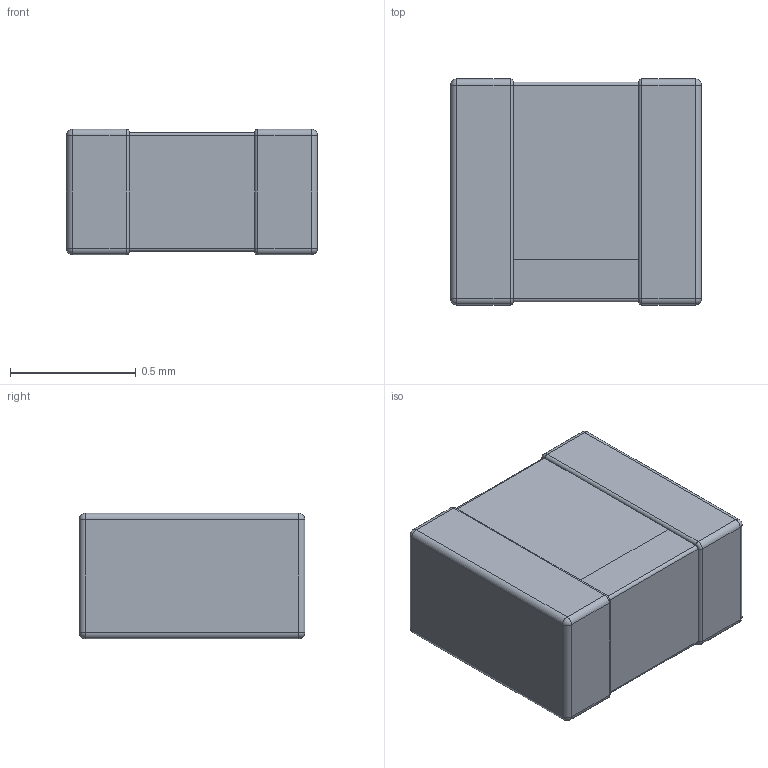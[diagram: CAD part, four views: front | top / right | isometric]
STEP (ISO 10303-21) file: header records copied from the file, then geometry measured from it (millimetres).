
FILE_DESCRIPTION (( 'STEP AP214' ), '1' );
FILE_NAME ('CL05A106MP8NUB8.STEP', '2025-08-17T20:00:20', ( '' ), ( '' ), 'SwSTEP 2.0', 'SolidWorks 2021', '' );
FILE_SCHEMA (( 'AUTOMOTIVE_DESIGN' ));
Length unit declared in the file: millimetre
Products named in the file (1): CL05A106MP8NUB8
Bounding box: 1 x 0.9 x 0.5 mm (x, y, z)
Volume: 0.4 mm3; surface area: 5.7 mm2
Topology: 4 solids, 4 shells, 68 faces, 148 edges, 80 vertices
Faces by surface type: cylinder 28, plane 24, torus 8, sphere 8
Entity records: 1829 total; most frequent: DIRECTION 342, CARTESIAN_POINT 289, ORIENTED_EDGE 280, EDGE_CURVE 140, AXIS2_PLACEMENT_3D 133, VERTEX_POINT 80, LINE 76, VECTOR 76
